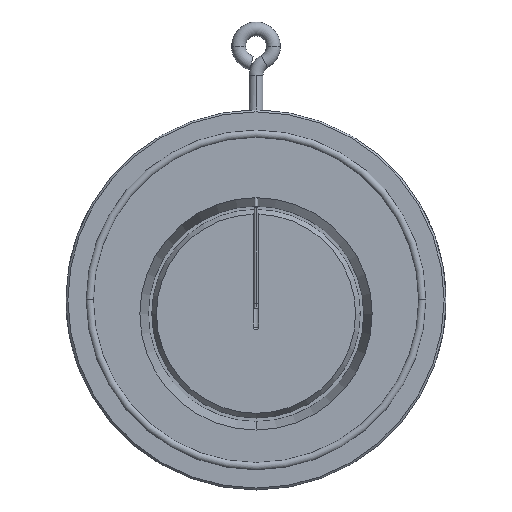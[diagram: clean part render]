
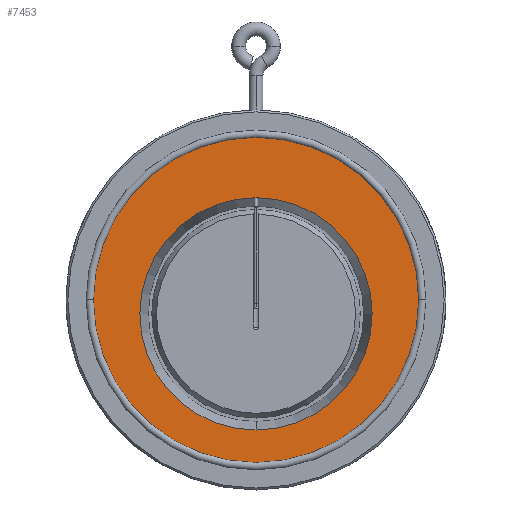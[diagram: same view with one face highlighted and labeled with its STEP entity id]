
A CAD part, top view. The second image highlights one B-rep face of the part: STEP entity #7453.
In plain terms, the highlighted planar face has unit normal (0, 0, 1).
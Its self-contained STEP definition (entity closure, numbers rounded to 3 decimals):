
#45 = CIRCLE ( 'NONE', #1780, 70.22 ) ;
#183 = PLANE ( 'NONE',  #8325 ) ;
#279 = ORIENTED_EDGE ( 'NONE', *, *, #2367, .F. ) ;
#774 = DIRECTION ( 'NONE',  ( 0., 0., 1. ) ) ;
#786 = CARTESIAN_POINT ( 'NONE',  ( -70.22, 0., 0. ) ) ;
#855 = FACE_OUTER_BOUND ( 'NONE', #2362, .T. ) ;
#914 = AXIS2_PLACEMENT_3D ( 'NONE', #1003, #5204, #6521 ) ;
#1003 = CARTESIAN_POINT ( 'NONE',  ( 0., -6., 0. ) ) ;
#1283 = VERTEX_POINT ( 'NONE', #786 ) ;
#1304 = ORIENTED_EDGE ( 'NONE', *, *, #3217, .F. ) ;
#1465 = DIRECTION ( 'NONE',  ( -1., 0., 0. ) ) ;
#1780 = AXIS2_PLACEMENT_3D ( 'NONE', #8673, #7985, #6543 ) ;
#2019 = AXIS2_PLACEMENT_3D ( 'NONE', #6960, #774, #3529 ) ;
#2362 = EDGE_LOOP ( 'NONE', ( #1304, #5274 ) ) ;
#2367 = EDGE_CURVE ( 'NONE', #7988, #8878, #3168, .T. ) ;
#3168 = CIRCLE ( 'NONE', #2019, 50.14 ) ;
#3172 = CARTESIAN_POINT ( 'NONE',  ( 70.22, 0., 0. ) ) ;
#3217 = EDGE_CURVE ( 'NONE', #1283, #5705, #5053, .T. ) ;
#3377 = EDGE_LOOP ( 'NONE', ( #279, #5676 ) ) ;
#3476 = CARTESIAN_POINT ( 'NONE',  ( 0., 0., 0. ) ) ;
#3529 = DIRECTION ( 'NONE',  ( 0., -1., 0. ) ) ;
#3616 = FACE_BOUND ( 'NONE', #3377, .T. ) ;
#3833 = EDGE_CURVE ( 'NONE', #5705, #1283, #45, .T. ) ;
#4130 = CARTESIAN_POINT ( 'NONE',  ( 0., -56.14, 0. ) ) ;
#4231 = EDGE_CURVE ( 'NONE', #8878, #7988, #4803, .T. ) ;
#4607 = AXIS2_PLACEMENT_3D ( 'NONE', #4990, #7109, #1465 ) ;
#4803 = CIRCLE ( 'NONE', #914, 50.14 ) ;
#4990 = CARTESIAN_POINT ( 'NONE',  ( 0., 0., 0. ) ) ;
#5053 = CIRCLE ( 'NONE', #4607, 70.22 ) ;
#5204 = DIRECTION ( 'NONE',  ( 0., 0., 1. ) ) ;
#5274 = ORIENTED_EDGE ( 'NONE', *, *, #3833, .F. ) ;
#5676 = ORIENTED_EDGE ( 'NONE', *, *, #4231, .F. ) ;
#5705 = VERTEX_POINT ( 'NONE', #3172 ) ;
#6521 = DIRECTION ( 'NONE',  ( 0., -1., 0. ) ) ;
#6543 = DIRECTION ( 'NONE',  ( -1., 0., 0. ) ) ;
#6960 = CARTESIAN_POINT ( 'NONE',  ( 0., -6., 0. ) ) ;
#7090 = DIRECTION ( 'NONE',  ( 1., 0., 0. ) ) ;
#7109 = DIRECTION ( 'NONE',  ( 0., 0., -1. ) ) ;
#7453 = ADVANCED_FACE ( 'NONE', ( #855, #3616 ), #183, .T. ) ;
#7674 = DIRECTION ( 'NONE',  ( 0., 0., 1. ) ) ;
#7733 = CARTESIAN_POINT ( 'NONE',  ( 0., 44.14, 0. ) ) ;
#7985 = DIRECTION ( 'NONE',  ( 0., 0., -1. ) ) ;
#7988 = VERTEX_POINT ( 'NONE', #4130 ) ;
#8325 = AXIS2_PLACEMENT_3D ( 'NONE', #3476, #7674, #7090 ) ;
#8673 = CARTESIAN_POINT ( 'NONE',  ( 0., 0., 0. ) ) ;
#8878 = VERTEX_POINT ( 'NONE', #7733 ) ;
